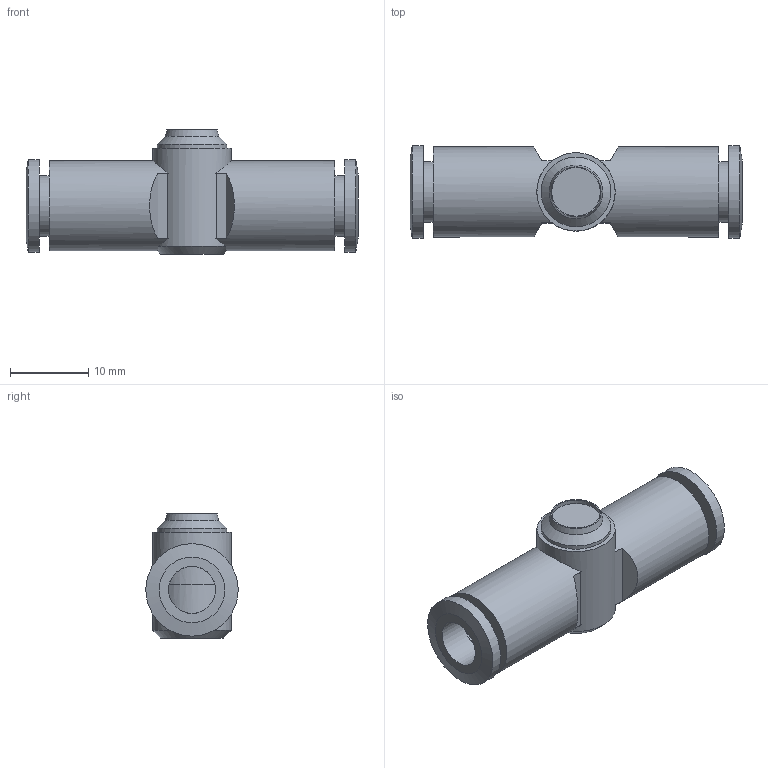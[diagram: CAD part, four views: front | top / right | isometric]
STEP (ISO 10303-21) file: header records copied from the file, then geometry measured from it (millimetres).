
FILE_DESCRIPTION(/* description */ (''),/* implementation_level */ '2;1');
FILE_NAME(/* name */ 'MEVU 06.stp',/* time_stamp */ '2019-06-10T17:25:19+09:00',/* author */ ('DIAMOND'),/* organization */ (''),/* preprocessor_version */ 'ST-DEVELOPER v15.6',/* originating_system */ 'Autodesk Inventor 2015',/* authorisation */ '');
FILE_SCHEMA (('AUTOMOTIVE_DESIGN { 1 0 10303 214 3 1 1 }'));
Length unit declared in the file: millimetre
Products named in the file (1): MEVU 06
Bounding box: 42.4 x 11.8 x 15.85 mm (x, y, z)
Volume: 2422.8 mm3; surface area: 4017.9 mm2
Topology: 1 solids, 3 shells, 113 faces, 245 edges, 156 vertices
Faces by surface type: plane 51, cylinder 35, cone 16, torus 10, sphere 1
Full cylindrical faces by diameter (mm): 2.4 x1, 2.5 x1, 3.7 x1, 5.3 x2, 5.6 x1, 6 x4, 6.2 x2, 6.5 x1, 6.6 x1, 6.7 x2, 7.4 x1, 7.5 x2, 7.6 x2, 7.7 x2, 8.9 x3, 10 x1, 11.5 x2, 11.8 x2
Entity records: 2780 total; most frequent: CARTESIAN_POINT 582, DIRECTION 480, ORIENTED_EDGE 334, AXIS2_PLACEMENT_3D 213, EDGE_LOOP 194, EDGE_CURVE 167, VERTEX_POINT 137, FACE_OUTER_BOUND 113
